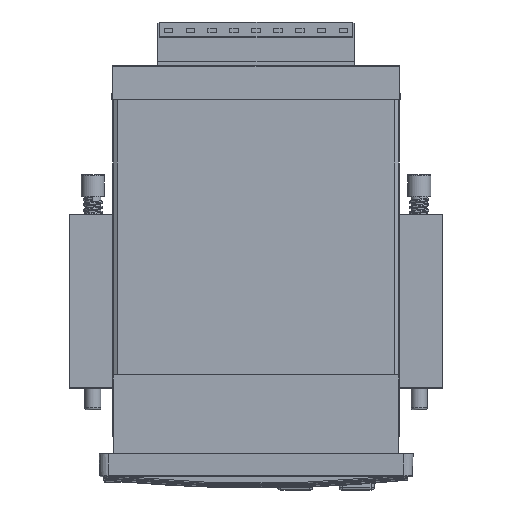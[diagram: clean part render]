
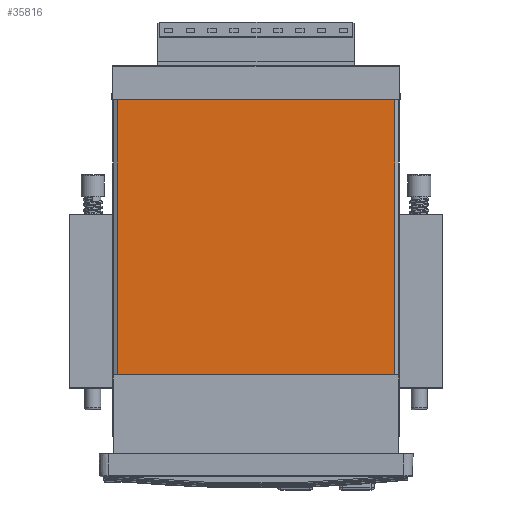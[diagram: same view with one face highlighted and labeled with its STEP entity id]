
A CAD part, front view. The second image highlights one B-rep face of the part: STEP entity #35816.
In plain terms, the highlighted face is planar.
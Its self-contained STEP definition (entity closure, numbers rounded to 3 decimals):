
#2769=FACE_OUTER_BOUND('',#4851,.T.);
#4851=EDGE_LOOP('',(#24677,#24678,#24679,#24680));
#7115=LINE('',#52563,#11009);
#7538=LINE('',#53619,#11432);
#7540=LINE('',#53623,#11434);
#7541=LINE('',#53624,#11435);
#11009=VECTOR('',#42261,10.);
#11432=VECTOR('',#43108,98.);
#11434=VECTOR('',#43112,98.);
#11435=VECTOR('',#43113,63.4);
#14886=VERTEX_POINT('',#52559);
#14888=VERTEX_POINT('',#52562);
#15309=VERTEX_POINT('',#53618);
#15310=VERTEX_POINT('',#53622);
#18395=EDGE_CURVE('',#14888,#14886,#7115,.T.);
#18923=EDGE_CURVE('',#14888,#15309,#7538,.T.);
#18925=EDGE_CURVE('',#14886,#15310,#7540,.T.);
#18926=EDGE_CURVE('',#15309,#15310,#7541,.T.);
#24677=ORIENTED_EDGE('',*,*,#18395,.T.);
#24678=ORIENTED_EDGE('',*,*,#18925,.T.);
#24679=ORIENTED_EDGE('',*,*,#18926,.F.);
#24680=ORIENTED_EDGE('',*,*,#18923,.F.);
#34363=PLANE('',#38973);
#35816=ADVANCED_FACE('',(#2769),#34363,.T.);
#38973=AXIS2_PLACEMENT_3D('',#53621,#43110,#43111);
#42261=DIRECTION('',(1.,0.,0.));
#43108=DIRECTION('',(0.,-1.,0.));
#43110=DIRECTION('center_axis',(0.,0.,-1.));
#43111=DIRECTION('ref_axis',(-1.,0.,0.));
#43112=DIRECTION('',(0.,-1.,0.));
#43113=DIRECTION('',(1.,0.,0.));
#52559=CARTESIAN_POINT('',(31.7,77.,-33.247));
#52562=CARTESIAN_POINT('',(-31.7,77.,-33.247));
#52563=CARTESIAN_POINT('',(15.823,77.,-33.247));
#53618=CARTESIAN_POINT('',(-31.7,0.,-33.247));
#53619=CARTESIAN_POINT('',(-31.7,98.,-33.247));
#53621=CARTESIAN_POINT('Origin',(31.7,0.,-33.247));
#53622=CARTESIAN_POINT('',(31.7,0.,-33.247));
#53623=CARTESIAN_POINT('',(31.7,98.,-33.247));
#53624=CARTESIAN_POINT('',(-31.7,0.,-33.247));
